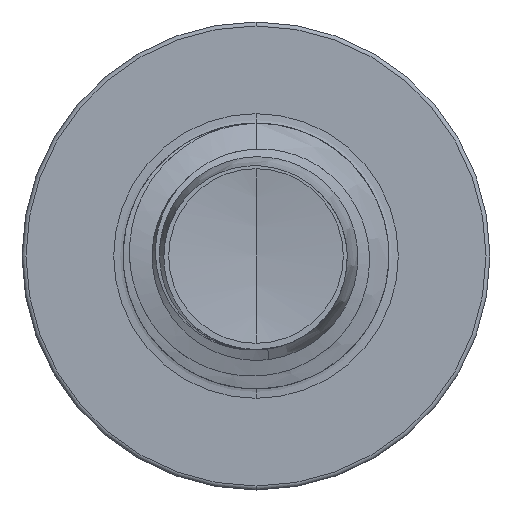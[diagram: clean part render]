
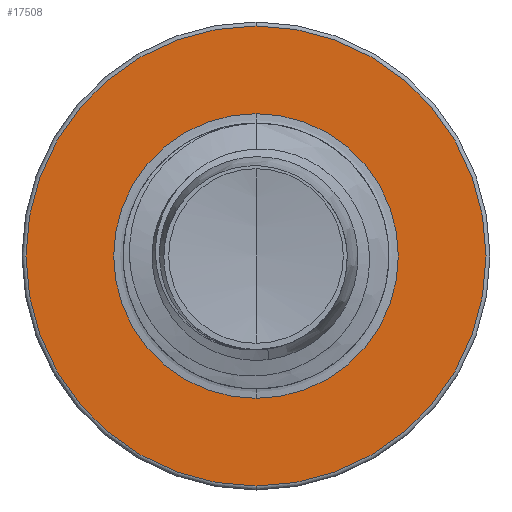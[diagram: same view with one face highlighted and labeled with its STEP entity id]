
A CAD part, front view. The second image highlights one B-rep face of the part: STEP entity #17508.
In plain terms, the highlighted planar face has unit normal (0, -1, 0).
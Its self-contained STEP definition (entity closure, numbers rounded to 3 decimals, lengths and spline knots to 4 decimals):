
#76 = CARTESIAN_POINT ( 'NONE',  ( 0., 16., -2.6768 ) ) ;
#175 = VERTEX_POINT ( 'NONE', #1654 ) ;
#449 = VERTEX_POINT ( 'NONE', #1918 ) ;
#649 = EDGE_CURVE ( 'NONE', #175, #2849, #1937, .T. ) ;
#1654 = CARTESIAN_POINT ( 'NONE',  ( 0., 16., 2.6768 ) ) ;
#1756 = ORIENTED_EDGE ( 'NONE', *, *, #6043, .T. ) ;
#1908 = AXIS2_PLACEMENT_3D ( 'NONE', #76, #14003, #32602 ) ;
#1918 = CARTESIAN_POINT ( 'NONE',  ( 0., 16., -4.325 ) ) ;
#1937 = CIRCLE ( 'NONE', #19718, 2.6768 ) ;
#2043 = DIRECTION ( 'NONE',  ( 0., 0., 1. ) ) ;
#2154 = DIRECTION ( 'NONE',  ( 0., 1., 0. ) ) ;
#2273 = CARTESIAN_POINT ( 'NONE',  ( 0., 16., 0. ) ) ;
#2287 = CARTESIAN_POINT ( 'NONE',  ( 0., 16., 4.325 ) ) ;
#2849 = VERTEX_POINT ( 'NONE', #32949 ) ;
#3619 = DIRECTION ( 'NONE',  ( 0., 1., 0. ) ) ;
#3916 = ORIENTED_EDGE ( 'NONE', *, *, #6561, .F. ) ;
#4103 = ORIENTED_EDGE ( 'NONE', *, *, #649, .T. ) ;
#6043 = EDGE_CURVE ( 'NONE', #2849, #175, #27996, .T. ) ;
#6561 = EDGE_CURVE ( 'NONE', #449, #14816, #28060, .T. ) ;
#9926 = FACE_BOUND ( 'NONE', #26279, .T. ) ;
#10021 = FACE_OUTER_BOUND ( 'NONE', #20910, .T. ) ;
#12777 = DIRECTION ( 'NONE',  ( 0., 0., 1. ) ) ;
#12825 = EDGE_CURVE ( 'NONE', #14816, #449, #20188, .T. ) ;
#13450 = DIRECTION ( 'NONE',  ( 0., 0., 1. ) ) ;
#14003 = DIRECTION ( 'NONE',  ( 0., 1., 0. ) ) ;
#14816 = VERTEX_POINT ( 'NONE', #2287 ) ;
#16927 = DIRECTION ( 'NONE',  ( 0., 1., 0. ) ) ;
#17508 = ADVANCED_FACE ( 'NONE', ( #10021, #9926 ), #21661, .F. ) ;
#17820 = DIRECTION ( 'NONE',  ( 0., 1., 0. ) ) ;
#17896 = CARTESIAN_POINT ( 'NONE',  ( 0., 16., 0. ) ) ;
#19718 = AXIS2_PLACEMENT_3D ( 'NONE', #30656, #16927, #21767 ) ;
#19956 = ORIENTED_EDGE ( 'NONE', *, *, #12825, .F. ) ;
#20188 = CIRCLE ( 'NONE', #23794, 4.325 ) ;
#20910 = EDGE_LOOP ( 'NONE', ( #19956, #3916 ) ) ;
#21661 = PLANE ( 'NONE',  #1908 ) ;
#21767 = DIRECTION ( 'NONE',  ( 0., 0., 1. ) ) ;
#22822 = CARTESIAN_POINT ( 'NONE',  ( 0., 16., 0. ) ) ;
#23794 = AXIS2_PLACEMENT_3D ( 'NONE', #2273, #2154, #2043 ) ;
#24459 = AXIS2_PLACEMENT_3D ( 'NONE', #17896, #17820, #13450 ) ;
#26211 = AXIS2_PLACEMENT_3D ( 'NONE', #22822, #3619, #12777 ) ;
#26279 = EDGE_LOOP ( 'NONE', ( #4103, #1756 ) ) ;
#27996 = CIRCLE ( 'NONE', #24459, 2.6768 ) ;
#28060 = CIRCLE ( 'NONE', #26211, 4.325 ) ;
#30656 = CARTESIAN_POINT ( 'NONE',  ( 0., 16., 0. ) ) ;
#32602 = DIRECTION ( 'NONE',  ( 0., 0., 1. ) ) ;
#32949 = CARTESIAN_POINT ( 'NONE',  ( 0., 16., -2.6768 ) ) ;
